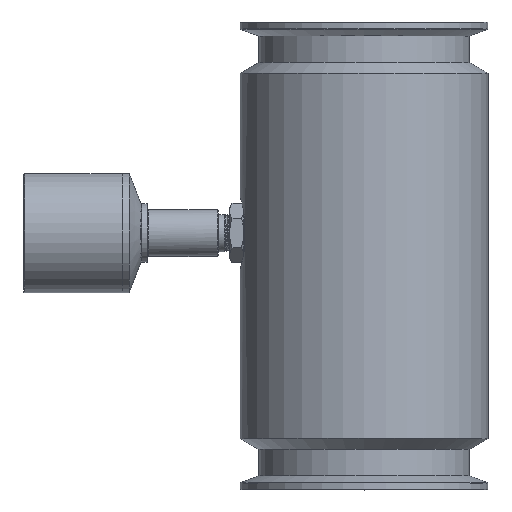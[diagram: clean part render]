
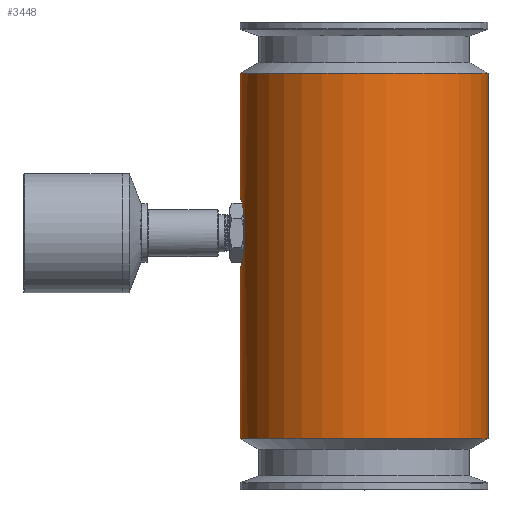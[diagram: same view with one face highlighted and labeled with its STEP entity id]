
A CAD part, top view. The second image highlights one B-rep face of the part: STEP entity #3448.
In plain terms, the highlighted cylindrical face has radius 53 mm (diameter 106 mm), a full revolution.
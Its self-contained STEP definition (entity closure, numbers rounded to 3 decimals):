
#680=LINE('',#15515,#1940);
#681=LINE('',#15529,#1941);
#1940=VECTOR('',#12580,1.);
#1941=VECTOR('',#12581,1.);
#3200=FACE_BOUND('',#4736,.T.);
#3201=FACE_BOUND('',#4737,.T.);
#3202=FACE_BOUND('',#4738,.T.);
#3448=ADVANCED_FACE('',(#3200,#3201,#3202),#4103,.T.);
#4103=CYLINDRICAL_SURFACE('',#11740,53.);
#4736=EDGE_LOOP('',(#5655));
#4737=EDGE_LOOP('',(#5656));
#4738=EDGE_LOOP('',(#5657,#5658,#5659,#5660));
#5532=B_SPLINE_CURVE_WITH_KNOTS('',3,(#15518,#15519,#15520,#15521,#15522,
#15523,#15524,#15525,#15526,#15527),.UNSPECIFIED.,.F.,.F.,(4,2,2,2,4),(0.,
0.25,0.5,0.75,1.),.UNSPECIFIED.);
#5533=B_SPLINE_CURVE_WITH_KNOTS('',3,(#15531,#15532,#15533,#15534,#15535,
#15536,#15537,#15538,#15539,#15540),.UNSPECIFIED.,.F.,.F.,(4,2,2,2,4),(0.,
0.25,0.5,0.75,1.),.UNSPECIFIED.);
#5655=ORIENTED_EDGE('',*,*,#9931,.T.);
#5656=ORIENTED_EDGE('',*,*,#9932,.T.);
#5657=ORIENTED_EDGE('',*,*,#9933,.F.);
#5658=ORIENTED_EDGE('',*,*,#9934,.T.);
#5659=ORIENTED_EDGE('',*,*,#9935,.F.);
#5660=ORIENTED_EDGE('',*,*,#9936,.T.);
#8843=VERTEX_POINT('',#15512);
#8844=VERTEX_POINT('',#15514);
#8845=VERTEX_POINT('',#15516);
#8846=VERTEX_POINT('',#15517);
#8847=VERTEX_POINT('',#15528);
#8848=VERTEX_POINT('',#15530);
#9931=EDGE_CURVE('',#8843,#8843,#11524,.T.);
#9932=EDGE_CURVE('',#8844,#8844,#11525,.T.);
#9933=EDGE_CURVE('',#8845,#8846,#680,.T.);
#9934=EDGE_CURVE('',#8845,#8847,#5532,.T.);
#9935=EDGE_CURVE('',#8848,#8847,#681,.T.);
#9936=EDGE_CURVE('',#8848,#8846,#5533,.T.);
#11524=CIRCLE('',#11738,53.);
#11525=CIRCLE('',#11739,53.);
#11738=AXIS2_PLACEMENT_3D('',#15511,#12576,#12577);
#11739=AXIS2_PLACEMENT_3D('',#15513,#12578,#12579);
#11740=AXIS2_PLACEMENT_3D('',#15541,#12582,#12583);
#12576=DIRECTION('',(0.,1.,0.));
#12577=DIRECTION('',(0.,0.,1.));
#12578=DIRECTION('',(0.,-1.,0.));
#12579=DIRECTION('',(0.,0.,-1.));
#12580=DIRECTION('',(0.,-1.,0.));
#12581=DIRECTION('',(0.,1.,0.));
#12582=DIRECTION('',(0.,1.,0.));
#12583=DIRECTION('',(0.,0.,-1.));
#15511=CARTESIAN_POINT('',(0.,-171.716,0.));
#15512=CARTESIAN_POINT('',(0.,-171.716,53.));
#15513=CARTESIAN_POINT('',(0.,-15.484,0.));
#15514=CARTESIAN_POINT('',(0.,-15.484,-53.));
#15515=CARTESIAN_POINT('',(-51.,-207.2,-14.422));
#15516=CARTESIAN_POINT('',(-51.,-77.981,-14.422));
#15517=CARTESIAN_POINT('',(-51.,-89.702,-14.422));
#15518=CARTESIAN_POINT('',(-51.,-77.981,-14.422));
#15519=CARTESIAN_POINT('',(-51.337,-75.143,-13.232));
#15520=CARTESIAN_POINT('',(-51.868,-72.737,-11.196));
#15521=CARTESIAN_POINT('',(-52.708,-69.403,-6.119));
#15522=CARTESIAN_POINT('',(-53.,-68.49,-3.094));
#15523=CARTESIAN_POINT('',(-53.,-68.489,3.082));
#15524=CARTESIAN_POINT('',(-52.708,-69.404,6.12));
#15525=CARTESIAN_POINT('',(-51.868,-72.734,11.194));
#15526=CARTESIAN_POINT('',(-51.337,-75.144,13.23));
#15527=CARTESIAN_POINT('',(-51.,-77.982,14.422));
#15528=CARTESIAN_POINT('',(-51.,-77.982,14.422));
#15529=CARTESIAN_POINT('',(-51.,-207.2,14.422));
#15530=CARTESIAN_POINT('',(-51.,-89.702,14.422));
#15531=CARTESIAN_POINT('',(-51.,-89.702,14.422));
#15532=CARTESIAN_POINT('',(-51.338,-92.539,13.229));
#15533=CARTESIAN_POINT('',(-51.868,-94.949,11.196));
#15534=CARTESIAN_POINT('',(-52.709,-98.282,6.117));
#15535=CARTESIAN_POINT('',(-53.,-99.193,3.091));
#15536=CARTESIAN_POINT('',(-53.,-99.196,-3.084));
#15537=CARTESIAN_POINT('',(-52.708,-98.279,-6.122));
#15538=CARTESIAN_POINT('',(-51.868,-94.949,-11.196));
#15539=CARTESIAN_POINT('',(-51.337,-92.539,-13.23));
#15540=CARTESIAN_POINT('',(-51.,-89.702,-14.422));
#15541=CARTESIAN_POINT('',(0.,-207.2,0.));
